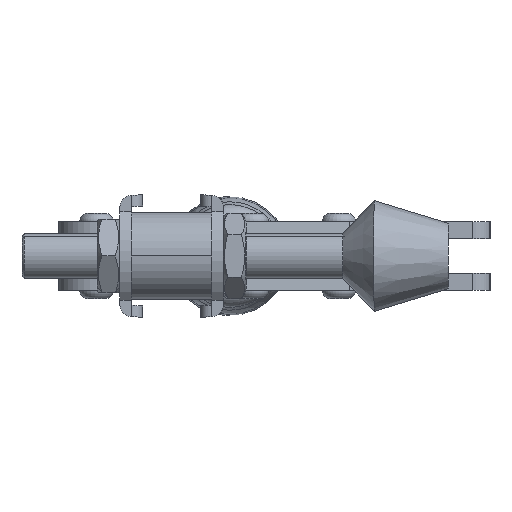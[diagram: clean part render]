
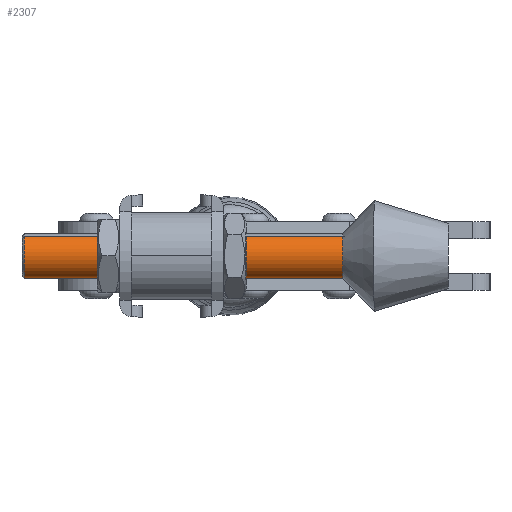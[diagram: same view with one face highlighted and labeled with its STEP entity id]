
A CAD part, left-side view. The second image highlights one B-rep face of the part: STEP entity #2307.
In plain terms, the highlighted cylindrical face has radius 4 mm (diameter 8 mm), a partial arc.
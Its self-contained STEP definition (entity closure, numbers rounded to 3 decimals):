
#787 = DIRECTION ( 'NONE',  ( 0., 0., 1. ) ) ;
#791 = DIRECTION ( 'NONE',  ( -1., 0., 0. ) ) ;
#792 = CARTESIAN_POINT ( 'NONE',  ( 65.45, 0., 0. ) ) ;
#2307 = ADVANCED_FACE ( 'NONE', ( #16396 ), #16402, .T. ) ;
#8956 = CARTESIAN_POINT ( 'NONE',  ( 65.05, 0., 0. ) ) ;
#8957 = DIRECTION ( 'NONE',  ( -1., 0., 0. ) ) ;
#8958 = DIRECTION ( 'NONE',  ( 0., 0., -1. ) ) ;
#9164 = CARTESIAN_POINT ( 'NONE',  ( 5.45, 0., 0. ) ) ;
#9165 = DIRECTION ( 'NONE',  ( 1., 0., 0. ) ) ;
#9166 = DIRECTION ( 'NONE',  ( 0., 0., -1. ) ) ;
#9648 = EDGE_CURVE ( 'NONE', #30109, #30072, #17640, .T. ) ;
#9650 = EDGE_CURVE ( 'NONE', #30124, #30062, #17643, .T. ) ;
#10531 = DIRECTION ( 'NONE',  ( -1., 0., 0. ) ) ;
#10535 = CARTESIAN_POINT ( 'NONE',  ( 65.45, 0., -4. ) ) ;
#10536 = CARTESIAN_POINT ( 'NONE',  ( 65.45, 0., 4. ) ) ;
#10537 = DIRECTION ( 'NONE',  ( -1., 0., 0. ) ) ;
#16396 = FACE_OUTER_BOUND ( 'NONE', #30139, .T. ) ;
#16402 = CYLINDRICAL_SURFACE ( 'NONE', #20301, 4. ) ;
#17640 = LINE ( 'NONE', #10535, #17642 ) ;
#17642 = VECTOR ( 'NONE', #10531, 1000. ) ;
#17643 = LINE ( 'NONE', #10536, #17645 ) ;
#17645 = VECTOR ( 'NONE', #10537, 1000. ) ;
#19735 = EDGE_CURVE ( 'NONE', #30109, #30124, #20992, .T. ) ;
#19859 = EDGE_CURVE ( 'NONE', #30062, #30072, #21085, .T. ) ;
#20301 = AXIS2_PLACEMENT_3D ( 'NONE', #792, #791, #787 ) ;
#20992 = CIRCLE ( 'NONE', #24696, 4. ) ;
#21085 = CIRCLE ( 'NONE', #24743, 4. ) ;
#23864 = ORIENTED_EDGE ( 'NONE', *, *, #9650, .T. ) ;
#23868 = ORIENTED_EDGE ( 'NONE', *, *, #19735, .T. ) ;
#23943 = ORIENTED_EDGE ( 'NONE', *, *, #9648, .F. ) ;
#24050 = ORIENTED_EDGE ( 'NONE', *, *, #19859, .T. ) ;
#24696 = AXIS2_PLACEMENT_3D ( 'NONE', #8956, #8957, #8958 ) ;
#24743 = AXIS2_PLACEMENT_3D ( 'NONE', #9164, #9165, #9166 ) ;
#27068 = CARTESIAN_POINT ( 'NONE',  ( 5.45, 0., 4. ) ) ;
#27078 = CARTESIAN_POINT ( 'NONE',  ( 5.45, 0., -4. ) ) ;
#27115 = CARTESIAN_POINT ( 'NONE',  ( 65.05, 0., -4. ) ) ;
#27130 = CARTESIAN_POINT ( 'NONE',  ( 65.05, 0., 4. ) ) ;
#30062 = VERTEX_POINT ( 'NONE', #27068 ) ;
#30072 = VERTEX_POINT ( 'NONE', #27078 ) ;
#30109 = VERTEX_POINT ( 'NONE', #27115 ) ;
#30124 = VERTEX_POINT ( 'NONE', #27130 ) ;
#30139 = EDGE_LOOP ( 'NONE', ( #23943, #23868, #23864, #24050 ) ) ;
